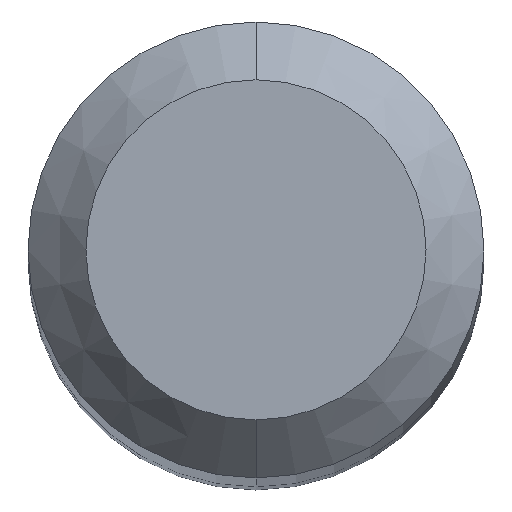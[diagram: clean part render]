
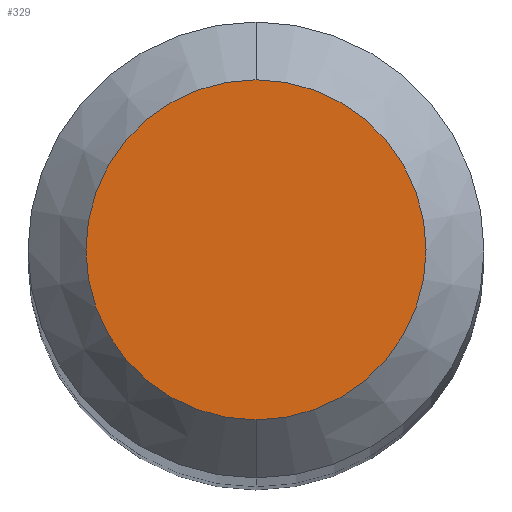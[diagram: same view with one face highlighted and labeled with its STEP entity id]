
A CAD part, top view. The second image highlights one B-rep face of the part: STEP entity #329.
In plain terms, the highlighted planar face has unit normal (0, 0, 1).
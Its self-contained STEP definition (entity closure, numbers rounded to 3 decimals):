
#17 = ORIENTED_EDGE ( 'NONE', *, *, #86, .F. ) ;
#28 = DIRECTION ( 'NONE',  ( 0., 0., -1. ) ) ;
#31 = FACE_OUTER_BOUND ( 'NONE', #178, .T. ) ;
#44 = CARTESIAN_POINT ( 'NONE',  ( 0., -1.175, 49. ) ) ;
#69 = VERTEX_POINT ( 'NONE', #44 ) ;
#72 = DIRECTION ( 'NONE',  ( 0., 1., 0. ) ) ;
#80 = PLANE ( 'NONE',  #262 ) ;
#86 = EDGE_CURVE ( 'NONE', #91, #69, #192, .T. ) ;
#91 = VERTEX_POINT ( 'NONE', #311 ) ;
#99 = AXIS2_PLACEMENT_3D ( 'NONE', #155, #130, #72 ) ;
#112 = CARTESIAN_POINT ( 'NONE',  ( 0., 0., 49. ) ) ;
#130 = DIRECTION ( 'NONE',  ( 0., 0., -1. ) ) ;
#139 = DIRECTION ( 'NONE',  ( 0., 1., 0. ) ) ;
#155 = CARTESIAN_POINT ( 'NONE',  ( 0., 0., 49. ) ) ;
#172 = CIRCLE ( 'NONE', #203, 1.175 ) ;
#178 = EDGE_LOOP ( 'NONE', ( #17, #299 ) ) ;
#188 = CARTESIAN_POINT ( 'NONE',  ( 0., 0., 49. ) ) ;
#192 = CIRCLE ( 'NONE', #99, 1.175 ) ;
#203 = AXIS2_PLACEMENT_3D ( 'NONE', #112, #216, #139 ) ;
#216 = DIRECTION ( 'NONE',  ( 0., 0., -1. ) ) ;
#224 = EDGE_CURVE ( 'NONE', #69, #91, #172, .T. ) ;
#241 = DIRECTION ( 'NONE',  ( 0., 1., 0. ) ) ;
#262 = AXIS2_PLACEMENT_3D ( 'NONE', #188, #28, #241 ) ;
#299 = ORIENTED_EDGE ( 'NONE', *, *, #224, .F. ) ;
#311 = CARTESIAN_POINT ( 'NONE',  ( 0., 1.175, 49. ) ) ;
#329 = ADVANCED_FACE ( 'NONE', ( #31 ), #80, .F. ) ;
